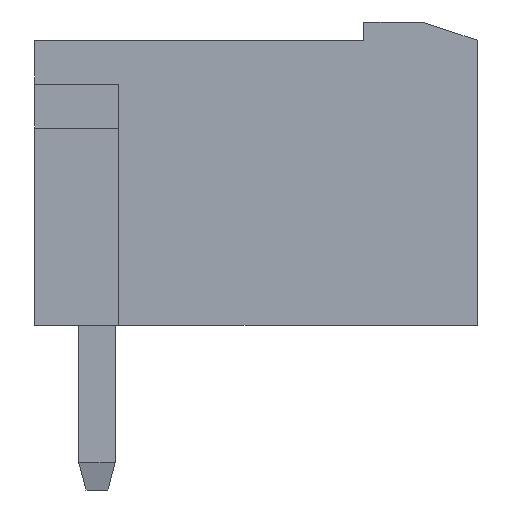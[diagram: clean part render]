
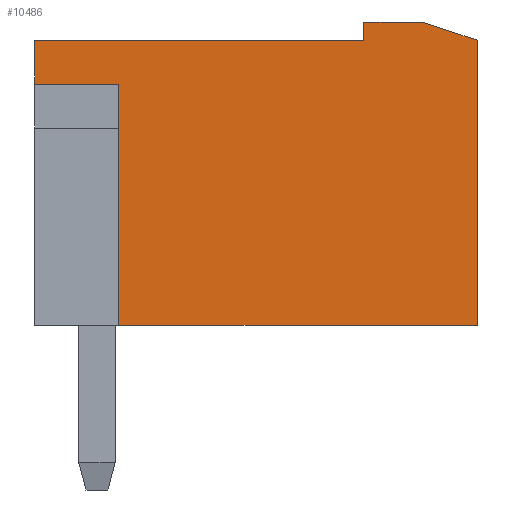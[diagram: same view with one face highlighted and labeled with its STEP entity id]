
A CAD part, left-side view. The second image highlights one B-rep face of the part: STEP entity #10486.
In plain terms, the highlighted planar face has unit normal (-1, 0, 0).
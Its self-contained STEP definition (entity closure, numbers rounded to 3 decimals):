
#608=FACE_OUTER_BOUND('',#1240,.T.);
#1240=EDGE_LOOP('',(#8404,#8405,#8406,#8407,#8408,#8409,#8410,#8411,#8412));
#1697=LINE('',#14496,#3013);
#1807=LINE('',#14722,#3123);
#1820=LINE('',#14747,#3136);
#2185=LINE('',#15516,#3501);
#2202=LINE('',#15550,#3518);
#2377=LINE('',#16111,#3693);
#2380=LINE('',#16116,#3696);
#2404=LINE('',#16144,#3720);
#2406=LINE('',#16148,#3722);
#3013=VECTOR('',#11797,9.);
#3123=VECTOR('',#11987,1.581);
#3136=VECTOR('',#12020,7.8);
#3501=VECTOR('',#12625,6.6);
#3518=VECTOR('',#12664,2.3);
#3693=VECTOR('',#13141,0.5);
#3696=VECTOR('',#13146,1.6);
#3720=VECTOR('',#13178,1.2);
#3722=VECTOR('',#13184,9.8);
#4243=VERTEX_POINT('',#14493);
#4244=VERTEX_POINT('',#14495);
#4319=VERTEX_POINT('',#14719);
#4320=VERTEX_POINT('',#14721);
#4322=VERTEX_POINT('',#14746);
#4605=VERTEX_POINT('',#15513);
#4606=VERTEX_POINT('',#15515);
#4612=VERTEX_POINT('',#15549);
#4787=VERTEX_POINT('',#16110);
#5247=EDGE_CURVE('',#4243,#4244,#1697,.T.);
#5357=EDGE_CURVE('',#4319,#4320,#1807,.T.);
#5370=EDGE_CURVE('',#4320,#4322,#1820,.T.);
#5745=EDGE_CURVE('',#4605,#4606,#2185,.T.);
#5762=EDGE_CURVE('',#4606,#4612,#2202,.T.);
#6007=EDGE_CURVE('',#4244,#4787,#2377,.T.);
#6010=EDGE_CURVE('',#4787,#4319,#2380,.T.);
#6034=EDGE_CURVE('',#4612,#4243,#2404,.T.);
#6036=EDGE_CURVE('',#4605,#4322,#2406,.T.);
#8404=ORIENTED_EDGE('',*,*,#5247,.F.);
#8405=ORIENTED_EDGE('',*,*,#6034,.F.);
#8406=ORIENTED_EDGE('',*,*,#5762,.F.);
#8407=ORIENTED_EDGE('',*,*,#5745,.F.);
#8408=ORIENTED_EDGE('',*,*,#6036,.T.);
#8409=ORIENTED_EDGE('',*,*,#5370,.F.);
#8410=ORIENTED_EDGE('',*,*,#5357,.F.);
#8411=ORIENTED_EDGE('',*,*,#6010,.F.);
#8412=ORIENTED_EDGE('',*,*,#6007,.F.);
#9569=PLANE('',#11118);
#10486=ADVANCED_FACE('',(#608),#9569,.T.);
#11118=AXIS2_PLACEMENT_3D('',#16149,#13185,#13186);
#11797=DIRECTION('',(0.,-1.,0.));
#11987=DIRECTION('',(0.,-0.949,-0.316));
#12020=DIRECTION('',(0.,0.,-1.));
#12625=DIRECTION('',(0.,0.,1.));
#12664=DIRECTION('',(0.,1.,0.));
#13141=DIRECTION('',(0.,0.,1.));
#13146=DIRECTION('',(0.,-1.,0.));
#13178=DIRECTION('',(0.,0.,1.));
#13184=DIRECTION('',(0.,-1.,0.));
#13185=DIRECTION('center_axis',(-1.,0.,0.));
#13186=DIRECTION('ref_axis',(0.,0.,-1.));
#14493=CARTESIAN_POINT('',(-26.,1.7,7.8));
#14495=CARTESIAN_POINT('',(-26.,-7.3,7.8));
#14496=CARTESIAN_POINT('',(-26.,-0.6,7.8));
#14719=CARTESIAN_POINT('',(-26.,-8.9,8.3));
#14721=CARTESIAN_POINT('',(-26.,-10.4,7.8));
#14722=CARTESIAN_POINT('',(-26.,-8.428,8.458));
#14746=CARTESIAN_POINT('',(-26.,-10.4,0.));
#14747=CARTESIAN_POINT('',(-26.,-10.4,7.8));
#15513=CARTESIAN_POINT('',(-26.,-0.6,0.));
#15515=CARTESIAN_POINT('',(-26.,-0.6,6.6));
#15516=CARTESIAN_POINT('',(-26.,-0.6,0.));
#15549=CARTESIAN_POINT('',(-26.,1.7,6.6));
#15550=CARTESIAN_POINT('',(-26.,-0.6,6.6));
#16110=CARTESIAN_POINT('',(-26.,-7.3,8.3));
#16111=CARTESIAN_POINT('',(-26.,-7.3,7.875));
#16116=CARTESIAN_POINT('',(-26.,-7.4,8.3));
#16144=CARTESIAN_POINT('',(-26.,1.7,6.6));
#16148=CARTESIAN_POINT('',(-26.,-0.6,0.));
#16149=CARTESIAN_POINT('Origin',(-26.,-0.6,7.8));
